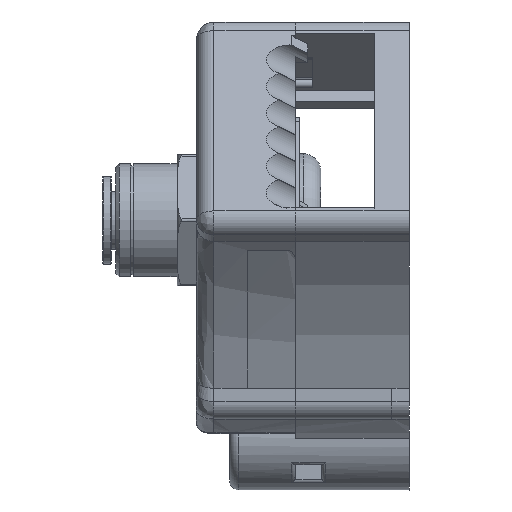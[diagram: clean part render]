
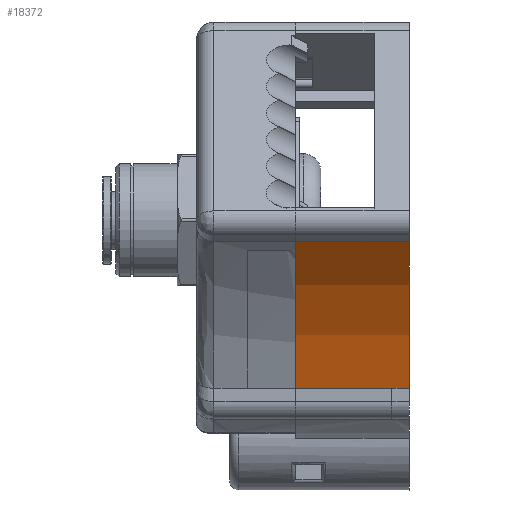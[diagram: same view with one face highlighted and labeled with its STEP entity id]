
A CAD part, left-side view. The second image highlights one B-rep face of the part: STEP entity #18372.
In plain terms, the highlighted cylindrical face has radius 38.98 mm (diameter 77.961 mm), a partial arc.
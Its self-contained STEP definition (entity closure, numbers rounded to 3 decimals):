
#1221=CYLINDRICAL_SURFACE('',#19286,38.981);
#1528=FACE_OUTER_BOUND('',#2357,.T.);
#2357=EDGE_LOOP('',(#13400,#13401,#13402,#13403,#13404));
#3236=LINE('',#26674,#4987);
#3253=LINE('',#26735,#5004);
#3254=LINE('',#26738,#5005);
#4987=VECTOR('',#21196,10.);
#5004=VECTOR('',#21253,10.);
#5005=VECTOR('',#21256,10.);
#6724=CIRCLE('',#19255,38.981);
#6748=CIRCLE('',#19287,38.981);
#7772=VERTEX_POINT('',#26641);
#7773=VERTEX_POINT('',#26643);
#7786=VERTEX_POINT('',#26673);
#7810=VERTEX_POINT('',#26734);
#7811=VERTEX_POINT('',#26736);
#10276=EDGE_CURVE('',#7772,#7773,#6724,.T.);
#10291=EDGE_CURVE('',#7773,#7786,#3236,.T.);
#10322=EDGE_CURVE('',#7772,#7810,#3253,.T.);
#10323=EDGE_CURVE('',#7810,#7811,#6748,.T.);
#10324=EDGE_CURVE('',#7786,#7811,#3254,.T.);
#13400=ORIENTED_EDGE('',*,*,#10322,.T.);
#13401=ORIENTED_EDGE('',*,*,#10323,.T.);
#13402=ORIENTED_EDGE('',*,*,#10324,.F.);
#13403=ORIENTED_EDGE('',*,*,#10291,.F.);
#13404=ORIENTED_EDGE('',*,*,#10276,.F.);
#18372=ADVANCED_FACE('',(#1528),#1221,.F.);
#19255=AXIS2_PLACEMENT_3D('',#26644,#21167,#21168);
#19286=AXIS2_PLACEMENT_3D('',#26733,#21251,#21252);
#19287=AXIS2_PLACEMENT_3D('',#26737,#21254,#21255);
#21167=DIRECTION('center_axis',(0.,1.,0.));
#21168=DIRECTION('ref_axis',(0.63,0.,0.777));
#21196=DIRECTION('',(0.,1.,0.));
#21251=DIRECTION('center_axis',(0.,1.,0.));
#21252=DIRECTION('ref_axis',(0.715,0.,0.699));
#21253=DIRECTION('',(0.,1.,0.));
#21254=DIRECTION('center_axis',(0.,1.,0.));
#21255=DIRECTION('ref_axis',(0.715,0.,0.699));
#21256=DIRECTION('',(0.,1.,0.));
#26641=CARTESIAN_POINT('',(-23.544,12.7,-2.42));
#26643=CARTESIAN_POINT('',(-13.868,12.7,-19.18));
#26644=CARTESIAN_POINT('Origin',(-51.407,12.7,-29.68));
#26673=CARTESIAN_POINT('',(-13.868,14.7,-19.18));
#26674=CARTESIAN_POINT('',(-13.868,12.7,-19.18));
#26733=CARTESIAN_POINT('Origin',(-51.407,14.7,-29.68));
#26734=CARTESIAN_POINT('',(-23.544,25.7,-2.42));
#26735=CARTESIAN_POINT('',(-23.544,14.7,-2.42));
#26736=CARTESIAN_POINT('',(-13.868,25.7,-19.18));
#26737=CARTESIAN_POINT('Origin',(-51.407,25.7,-29.68));
#26738=CARTESIAN_POINT('',(-13.868,14.7,-19.18));
